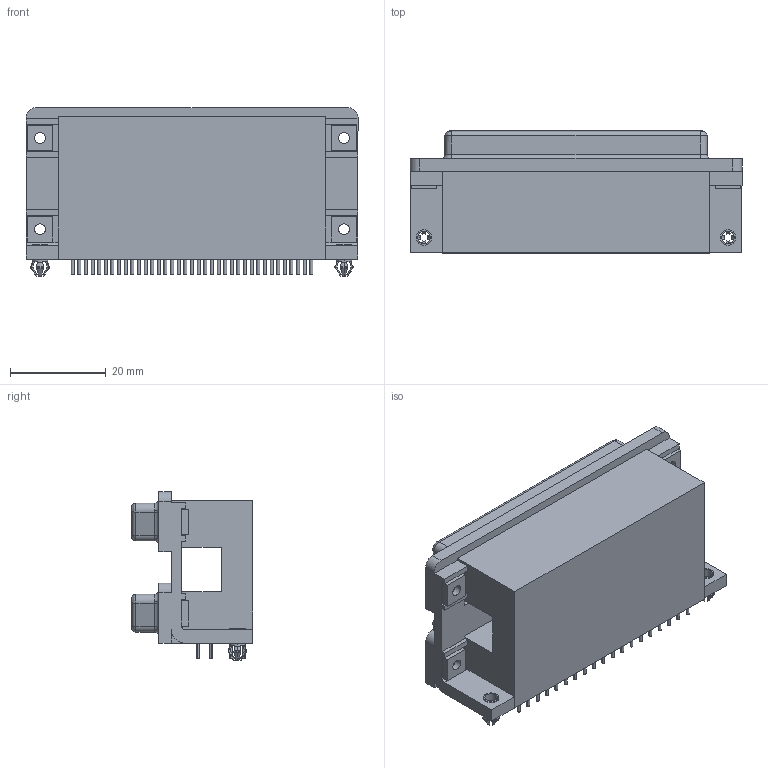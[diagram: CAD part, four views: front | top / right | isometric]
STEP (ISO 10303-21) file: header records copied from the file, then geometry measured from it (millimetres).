
FILE_DESCRIPTION((''),'2;1');
FILE_NAME('TYCO_3-1734285-3.stp','2008-07-28T15:52:47',(''),(''),'Mechanical Desktop 2006','Mechanical Desktop 2006',', , ');
FILE_SCHEMA(('AUTOMOTIVE_DESIGN { 1 2 10303 214 0 1 1 1 }'));
Length unit declared in the file: millimetre
Products named in the file (1): TYCO_3-1734285-3
Bounding box: 69.34 x 25.45 x 35.15 mm (x, y, z)
Volume: 34698.4 mm3; surface area: 13387.6 mm2
Topology: 1 solids, 1 shells, 810 faces, 1876 edges, 1226 vertices
Faces by surface type: cylinder 380, plane 274, torus 84, cone 48, bspline 24
Entity records: 24277 total; most frequent: CARTESIAN_POINT 5233, DIRECTION 4214, ORIENTED_EDGE 3752, EDGE_CURVE 1876, AXIS2_PLACEMENT_3D 1743, VERTEX_POINT 1226, EDGE_LOOP 984, CIRCLE 956
